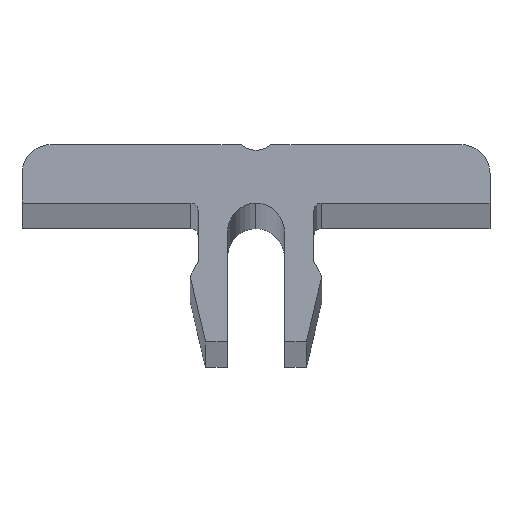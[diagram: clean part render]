
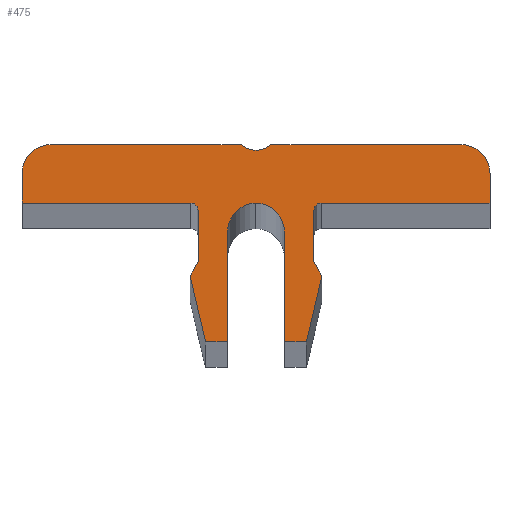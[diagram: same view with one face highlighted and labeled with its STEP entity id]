
A CAD part, top view. The second image highlights one B-rep face of the part: STEP entity #475.
In plain terms, the highlighted planar face has unit normal (0, 0, 1).
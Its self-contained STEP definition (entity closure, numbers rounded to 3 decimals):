
#18=PLANE('',#513);
#41=FACE_OUTER_BOUND('',#66,.T.);
#66=EDGE_LOOP('',(#357,#358,#359,#360,#361,#362,#363,#364,#365,#366,#367,
#368,#369,#370,#371,#372,#373,#374,#375,#376,#377,#378,#379));
#86=LINE('',#683,#141);
#91=LINE('',#698,#146);
#97=LINE('',#719,#152);
#100=LINE('',#730,#155);
#102=LINE('',#734,#157);
#103=LINE('',#738,#158);
#104=LINE('',#742,#159);
#105=LINE('',#743,#160);
#106=LINE('',#745,#161);
#107=LINE('',#747,#162);
#108=LINE('',#749,#163);
#109=LINE('',#750,#164);
#110=LINE('',#752,#165);
#111=LINE('',#754,#166);
#112=LINE('',#756,#167);
#113=LINE('',#757,#168);
#141=VECTOR('',#547,3.5);
#146=VECTOR('',#560,11.55);
#152=VECTOR('',#580,7.5);
#155=VECTOR('',#591,2.);
#157=VECTOR('',#595,12.98);
#158=VECTOR('',#598,12.98);
#159=VECTOR('',#601,2.);
#160=VECTOR('',#602,11.55);
#161=VECTOR('',#603,1.141);
#162=VECTOR('',#604,4.621);
#163=VECTOR('',#605,1.5);
#164=VECTOR('',#606,7.503);
#165=VECTOR('',#607,1.5);
#166=VECTOR('',#608,4.621);
#167=VECTOR('',#609,1.141);
#168=VECTOR('',#610,3.5);
#193=CIRCLE('',#496,0.5);
#195=CIRCLE('',#500,0.5);
#196=CIRCLE('',#503,2.);
#199=CIRCLE('',#507,2.);
#200=CIRCLE('',#510,2.);
#202=CIRCLE('',#514,1.5);
#203=CIRCLE('',#515,2.);
#208=VERTEX_POINT('',#673);
#209=VERTEX_POINT('',#675);
#211=VERTEX_POINT('',#681);
#214=VERTEX_POINT('',#688);
#215=VERTEX_POINT('',#690);
#217=VERTEX_POINT('',#696);
#218=VERTEX_POINT('',#700);
#219=VERTEX_POINT('',#701);
#223=VERTEX_POINT('',#711);
#225=VERTEX_POINT('',#717);
#226=VERTEX_POINT('',#721);
#227=VERTEX_POINT('',#722);
#230=VERTEX_POINT('',#733);
#231=VERTEX_POINT('',#735);
#232=VERTEX_POINT('',#737);
#233=VERTEX_POINT('',#739);
#234=VERTEX_POINT('',#741);
#235=VERTEX_POINT('',#744);
#236=VERTEX_POINT('',#746);
#237=VERTEX_POINT('',#748);
#238=VERTEX_POINT('',#751);
#239=VERTEX_POINT('',#753);
#240=VERTEX_POINT('',#755);
#254=EDGE_CURVE('',#208,#209,#193,.T.);
#258=EDGE_CURVE('',#211,#208,#86,.T.);
#261=EDGE_CURVE('',#214,#215,#195,.T.);
#265=EDGE_CURVE('',#217,#214,#91,.T.);
#266=EDGE_CURVE('',#218,#219,#196,.T.);
#272=EDGE_CURVE('',#223,#218,#199,.T.);
#275=EDGE_CURVE('',#225,#223,#97,.T.);
#276=EDGE_CURVE('',#226,#227,#200,.T.);
#280=EDGE_CURVE('',#227,#217,#100,.T.);
#282=EDGE_CURVE('',#230,#226,#102,.T.);
#283=EDGE_CURVE('',#231,#230,#202,.T.);
#284=EDGE_CURVE('',#232,#231,#103,.T.);
#285=EDGE_CURVE('',#233,#232,#203,.T.);
#286=EDGE_CURVE('',#234,#233,#104,.T.);
#287=EDGE_CURVE('',#209,#234,#105,.T.);
#288=EDGE_CURVE('',#235,#211,#106,.T.);
#289=EDGE_CURVE('',#236,#235,#107,.T.);
#290=EDGE_CURVE('',#237,#236,#108,.T.);
#291=EDGE_CURVE('',#219,#237,#109,.T.);
#292=EDGE_CURVE('',#238,#225,#110,.T.);
#293=EDGE_CURVE('',#239,#238,#111,.T.);
#294=EDGE_CURVE('',#240,#239,#112,.T.);
#295=EDGE_CURVE('',#215,#240,#113,.T.);
#357=ORIENTED_EDGE('',*,*,#276,.F.);
#358=ORIENTED_EDGE('',*,*,#282,.F.);
#359=ORIENTED_EDGE('',*,*,#283,.F.);
#360=ORIENTED_EDGE('',*,*,#284,.F.);
#361=ORIENTED_EDGE('',*,*,#285,.F.);
#362=ORIENTED_EDGE('',*,*,#286,.F.);
#363=ORIENTED_EDGE('',*,*,#287,.F.);
#364=ORIENTED_EDGE('',*,*,#254,.F.);
#365=ORIENTED_EDGE('',*,*,#258,.F.);
#366=ORIENTED_EDGE('',*,*,#288,.F.);
#367=ORIENTED_EDGE('',*,*,#289,.F.);
#368=ORIENTED_EDGE('',*,*,#290,.F.);
#369=ORIENTED_EDGE('',*,*,#291,.F.);
#370=ORIENTED_EDGE('',*,*,#266,.F.);
#371=ORIENTED_EDGE('',*,*,#272,.F.);
#372=ORIENTED_EDGE('',*,*,#275,.F.);
#373=ORIENTED_EDGE('',*,*,#292,.F.);
#374=ORIENTED_EDGE('',*,*,#293,.F.);
#375=ORIENTED_EDGE('',*,*,#294,.F.);
#376=ORIENTED_EDGE('',*,*,#295,.F.);
#377=ORIENTED_EDGE('',*,*,#261,.F.);
#378=ORIENTED_EDGE('',*,*,#265,.F.);
#379=ORIENTED_EDGE('',*,*,#280,.F.);
#475=ADVANCED_FACE('',(#41),#18,.T.);
#496=AXIS2_PLACEMENT_3D('',#676,#540,#541);
#500=AXIS2_PLACEMENT_3D('',#691,#553,#554);
#503=AXIS2_PLACEMENT_3D('',#702,#563,#564);
#507=AXIS2_PLACEMENT_3D('',#713,#574,#575);
#510=AXIS2_PLACEMENT_3D('',#723,#583,#584);
#513=AXIS2_PLACEMENT_3D('',#732,#593,#594);
#514=AXIS2_PLACEMENT_3D('',#736,#596,#597);
#515=AXIS2_PLACEMENT_3D('',#740,#599,#600);
#540=DIRECTION('center_axis',(0.,0.,1.));
#541=DIRECTION('ref_axis',(0.707,0.707,0.));
#547=DIRECTION('',(0.,1.,0.));
#553=DIRECTION('center_axis',(0.,0.,1.));
#554=DIRECTION('ref_axis',(-0.707,0.707,0.));
#560=DIRECTION('',(-1.,0.,0.));
#563=DIRECTION('center_axis',(0.,0.,1.));
#564=DIRECTION('ref_axis',(-0.05,0.999,0.));
#574=DIRECTION('center_axis',(0.,0.,1.));
#575=DIRECTION('ref_axis',(0.707,0.707,0.));
#580=DIRECTION('',(0.,1.,0.));
#583=DIRECTION('center_axis',(0.,0.,-1.));
#584=DIRECTION('ref_axis',(0.707,0.707,0.));
#591=DIRECTION('',(0.,-1.,0.));
#593=DIRECTION('center_axis',(0.,0.,1.));
#594=DIRECTION('ref_axis',(1.,0.,0.));
#595=DIRECTION('',(1.,0.,0.));
#596=DIRECTION('center_axis',(0.,0.,1.));
#597=DIRECTION('ref_axis',(-0.68,-0.733,0.));
#598=DIRECTION('',(1.,0.,0.));
#599=DIRECTION('center_axis',(0.,0.,-1.));
#600=DIRECTION('ref_axis',(-0.707,0.707,0.));
#601=DIRECTION('',(0.,1.,0.));
#602=DIRECTION('',(-1.,0.,0.));
#603=DIRECTION('',(0.482,0.876,0.));
#604=DIRECTION('',(-0.227,0.974,0.));
#605=DIRECTION('',(-1.,0.,0.));
#606=DIRECTION('',(0.,-1.,0.));
#607=DIRECTION('',(-1.,0.,0.));
#608=DIRECTION('',(-0.227,-0.974,0.));
#609=DIRECTION('',(0.482,-0.876,0.));
#610=DIRECTION('',(0.,-1.,0.));
#673=CARTESIAN_POINT('',(-0.491,3.337,1000.));
#675=CARTESIAN_POINT('',(-0.991,3.837,1000.));
#676=CARTESIAN_POINT('Origin',(-0.991,3.337,1000.));
#681=CARTESIAN_POINT('',(-0.491,-0.163,1000.));
#683=CARTESIAN_POINT('',(-0.491,-0.163,1000.));
#688=CARTESIAN_POINT('',(7.909,3.837,1000.));
#690=CARTESIAN_POINT('',(7.409,3.337,1000.));
#691=CARTESIAN_POINT('Origin',(7.909,3.337,1000.));
#696=CARTESIAN_POINT('',(19.459,3.837,1000.));
#698=CARTESIAN_POINT('',(19.459,3.837,1000.));
#700=CARTESIAN_POINT('',(3.409,3.837,1000.));
#701=CARTESIAN_POINT('',(1.509,1.839,1000.));
#702=CARTESIAN_POINT('Origin',(3.509,1.839,1000.));
#711=CARTESIAN_POINT('',(5.409,1.837,1000.));
#713=CARTESIAN_POINT('Origin',(3.409,1.837,1000.));
#717=CARTESIAN_POINT('',(5.409,-5.663,1000.));
#719=CARTESIAN_POINT('',(5.409,-5.663,1000.));
#721=CARTESIAN_POINT('',(17.459,7.837,1000.));
#722=CARTESIAN_POINT('',(19.459,5.837,1000.));
#723=CARTESIAN_POINT('Origin',(17.459,5.837,1000.));
#730=CARTESIAN_POINT('',(19.459,7.837,1000.));
#732=CARTESIAN_POINT('Origin',(3.459,3.22,1000.));
#733=CARTESIAN_POINT('',(4.479,7.837,1000.));
#734=CARTESIAN_POINT('',(4.479,7.837,1000.));
#735=CARTESIAN_POINT('',(2.439,7.837,1000.));
#736=CARTESIAN_POINT('Origin',(3.459,8.937,1000.));
#737=CARTESIAN_POINT('',(-10.541,7.837,1000.));
#738=CARTESIAN_POINT('',(-12.541,7.837,1000.));
#739=CARTESIAN_POINT('',(-12.541,5.837,1000.));
#740=CARTESIAN_POINT('Origin',(-10.541,5.837,1000.));
#741=CARTESIAN_POINT('',(-12.541,3.837,1000.));
#742=CARTESIAN_POINT('',(-12.541,3.837,1000.));
#743=CARTESIAN_POINT('',(-0.491,3.837,1000.));
#744=CARTESIAN_POINT('',(-1.041,-1.163,1000.));
#745=CARTESIAN_POINT('',(-1.041,-1.163,1000.));
#746=CARTESIAN_POINT('',(0.009,-5.663,1000.));
#747=CARTESIAN_POINT('',(0.009,-5.663,1000.));
#748=CARTESIAN_POINT('',(1.509,-5.663,1000.));
#749=CARTESIAN_POINT('',(1.509,-5.663,1000.));
#750=CARTESIAN_POINT('',(1.509,3.837,1000.));
#751=CARTESIAN_POINT('',(6.909,-5.663,1000.));
#752=CARTESIAN_POINT('',(6.909,-5.663,1000.));
#753=CARTESIAN_POINT('',(7.959,-1.163,1000.));
#754=CARTESIAN_POINT('',(7.959,-1.163,1000.));
#755=CARTESIAN_POINT('',(7.409,-0.163,1000.));
#756=CARTESIAN_POINT('',(7.409,-0.163,1000.));
#757=CARTESIAN_POINT('',(7.409,3.837,1000.));
